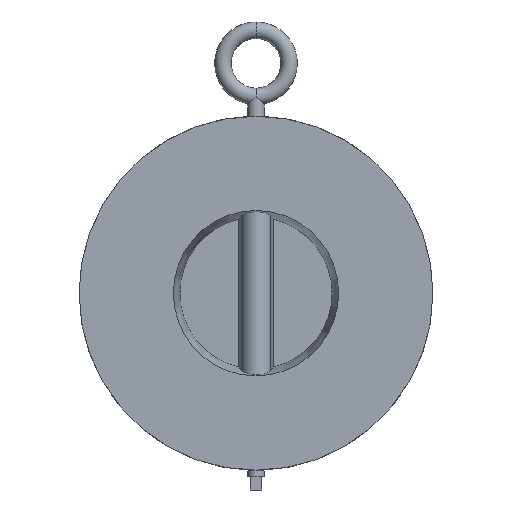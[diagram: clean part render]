
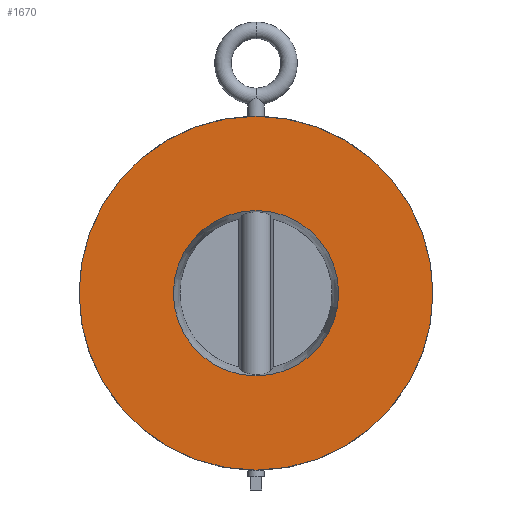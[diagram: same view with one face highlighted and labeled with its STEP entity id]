
A CAD part, front view. The second image highlights one B-rep face of the part: STEP entity #1670.
In plain terms, the highlighted planar face has unit normal (0, -1, 0).
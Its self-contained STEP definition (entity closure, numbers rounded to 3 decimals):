
#1570 = EDGE_LOOP ( 'NONE', ( #1672, #1669 ) ) ;
#1603 = EDGE_LOOP ( 'NONE', ( #1606, #1656 ) ) ;
#1606 = ORIENTED_EDGE ( 'NONE', *, *, #1622, .F. ) ;
#1622 = EDGE_CURVE ( 'NONE', #1764, #1721, #3637, .T. ) ;
#1656 = ORIENTED_EDGE ( 'NONE', *, *, #1825, .F. ) ;
#1669 = ORIENTED_EDGE ( 'NONE', *, *, #2567, .T. ) ;
#1670 = ADVANCED_FACE ( 'NONE', ( #3696, #3703 ), #3699, .F. ) ;
#1672 = ORIENTED_EDGE ( 'NONE', *, *, #2492, .T. ) ;
#1721 = VERTEX_POINT ( 'NONE', #3840 ) ;
#1764 = VERTEX_POINT ( 'NONE', #3884 ) ;
#1825 = EDGE_CURVE ( 'NONE', #1721, #1764, #4041, .T. ) ;
#2443 = VERTEX_POINT ( 'NONE', #5445 ) ;
#2454 = VERTEX_POINT ( 'NONE', #5482 ) ;
#2492 = EDGE_CURVE ( 'NONE', #2443, #2454, #5595, .T. ) ;
#2567 = EDGE_CURVE ( 'NONE', #2454, #2443, #5796, .T. ) ;
#3626 = DIRECTION ( 'NONE',  ( 0., 0., -1. ) ) ;
#3627 = DIRECTION ( 'NONE',  ( 0., -1., 0. ) ) ;
#3628 = CARTESIAN_POINT ( 'NONE',  ( 0., 0., 0. ) ) ;
#3629 = AXIS2_PLACEMENT_3D ( 'NONE', #3628, #3627, #3626 ) ;
#3637 = CIRCLE ( 'NONE', #3629, 25. ) ;
#3673 = AXIS2_PLACEMENT_3D ( 'NONE', #3752, #3751, #3750 ) ;
#3696 = FACE_OUTER_BOUND ( 'NONE', #1570, .T. ) ;
#3699 = PLANE ( 'NONE',  #3673 ) ;
#3703 = FACE_BOUND ( 'NONE', #1603, .T. ) ;
#3750 = DIRECTION ( 'NONE',  ( 0., 0., 1. ) ) ;
#3751 = DIRECTION ( 'NONE',  ( 0., 1., 0. ) ) ;
#3752 = CARTESIAN_POINT ( 'NONE',  ( -25., 0., 0. ) ) ;
#3840 = CARTESIAN_POINT ( 'NONE',  ( 0., 0., 25. ) ) ;
#3884 = CARTESIAN_POINT ( 'NONE',  ( 0., 0., -25. ) ) ;
#4041 = CIRCLE ( 'NONE', #4081, 25. ) ;
#4078 = DIRECTION ( 'NONE',  ( 0., 0., -1. ) ) ;
#4079 = DIRECTION ( 'NONE',  ( 0., -1., 0. ) ) ;
#4080 = CARTESIAN_POINT ( 'NONE',  ( 0., 0., 0. ) ) ;
#4081 = AXIS2_PLACEMENT_3D ( 'NONE', #4080, #4079, #4078 ) ;
#5445 = CARTESIAN_POINT ( 'NONE',  ( 0., 0., -53.5 ) ) ;
#5482 = CARTESIAN_POINT ( 'NONE',  ( 0., 0., 53.5 ) ) ;
#5591 = DIRECTION ( 'NONE',  ( 0., 0., -1. ) ) ;
#5592 = DIRECTION ( 'NONE',  ( 0., -1., 0. ) ) ;
#5593 = CARTESIAN_POINT ( 'NONE',  ( 0., 0., 0. ) ) ;
#5594 = AXIS2_PLACEMENT_3D ( 'NONE', #5593, #5592, #5591 ) ;
#5595 = CIRCLE ( 'NONE', #5594, 53.5 ) ;
#5785 = AXIS2_PLACEMENT_3D ( 'NONE', #5795, #5794, #5793 ) ;
#5793 = DIRECTION ( 'NONE',  ( 0., 0., -1. ) ) ;
#5794 = DIRECTION ( 'NONE',  ( 0., -1., 0. ) ) ;
#5795 = CARTESIAN_POINT ( 'NONE',  ( 0., 0., 0. ) ) ;
#5796 = CIRCLE ( 'NONE', #5785, 53.5 ) ;
